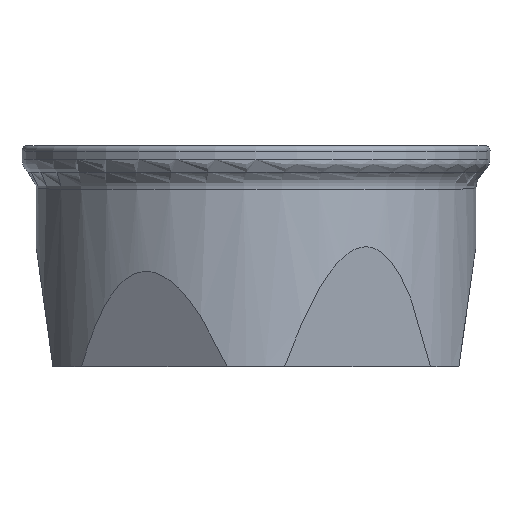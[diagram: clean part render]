
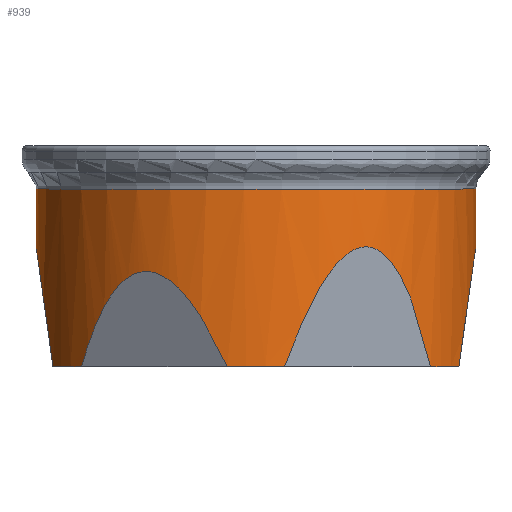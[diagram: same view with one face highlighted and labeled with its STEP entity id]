
A CAD part, front view. The second image highlights one B-rep face of the part: STEP entity #939.
In plain terms, the highlighted cylindrical face has radius 20.2 mm (diameter 40.4 mm), a full revolution.
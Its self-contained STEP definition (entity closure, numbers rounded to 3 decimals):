
#29=ELLIPSE('',#1034,144.768,20.2);
#30=ELLIPSE('',#1036,144.768,20.2);
#31=ELLIPSE('',#1038,145.143,20.2);
#32=ELLIPSE('',#1039,145.143,20.2);
#33=ELLIPSE('',#1043,145.143,20.2);
#34=ELLIPSE('',#1044,116.568,20.2);
#35=ELLIPSE('',#1045,145.52,20.2);
#41=CYLINDRICAL_SURFACE('',#1040,20.2);
#79=CIRCLE('',#1021,20.2);
#80=CIRCLE('',#1022,20.2);
#81=CIRCLE('',#1023,20.2);
#82=CIRCLE('',#1024,20.2);
#83=CIRCLE('',#1025,20.2);
#84=CIRCLE('',#1026,20.2);
#91=CIRCLE('',#1041,20.2);
#92=CIRCLE('',#1042,20.2);
#130=FACE_OUTER_BOUND('',#186,.T.);
#186=EDGE_LOOP('',(#719,#720,#721,#722,#723,#724,#725,#726,#727,#728,#729,
#730,#731,#732,#733,#734,#735));
#249=LINE('',#1547,#322);
#322=VECTOR('',#1242,21.);
#396=VERTEX_POINT('',#1498);
#397=VERTEX_POINT('',#1499);
#398=VERTEX_POINT('',#1501);
#399=VERTEX_POINT('',#1503);
#400=VERTEX_POINT('',#1505);
#401=VERTEX_POINT('',#1507);
#402=VERTEX_POINT('',#1509);
#403=VERTEX_POINT('',#1511);
#404=VERTEX_POINT('',#1513);
#405=VERTEX_POINT('',#1515);
#406=VERTEX_POINT('',#1517);
#407=VERTEX_POINT('',#1519);
#414=VERTEX_POINT('',#1539);
#415=VERTEX_POINT('',#1543);
#416=VERTEX_POINT('',#1544);
#507=EDGE_CURVE('',#397,#398,#79,.F.);
#509=EDGE_CURVE('',#399,#400,#80,.F.);
#511=EDGE_CURVE('',#401,#402,#81,.F.);
#513=EDGE_CURVE('',#403,#404,#82,.F.);
#515=EDGE_CURVE('',#405,#406,#83,.F.);
#517=EDGE_CURVE('',#407,#396,#84,.F.);
#524=EDGE_CURVE('',#397,#396,#29,.F.);
#525=EDGE_CURVE('',#399,#398,#30,.F.);
#526=EDGE_CURVE('',#414,#400,#31,.F.);
#527=EDGE_CURVE('',#401,#414,#32,.F.);
#528=EDGE_CURVE('',#415,#416,#91,.T.);
#529=EDGE_CURVE('',#416,#415,#92,.T.);
#530=EDGE_CURVE('',#416,#414,#249,.T.);
#531=EDGE_CURVE('',#406,#407,#33,.T.);
#532=EDGE_CURVE('',#404,#405,#34,.T.);
#533=EDGE_CURVE('',#403,#402,#35,.F.);
#719=ORIENTED_EDGE('',*,*,#528,.F.);
#720=ORIENTED_EDGE('',*,*,#529,.F.);
#721=ORIENTED_EDGE('',*,*,#530,.T.);
#722=ORIENTED_EDGE('',*,*,#526,.T.);
#723=ORIENTED_EDGE('',*,*,#509,.F.);
#724=ORIENTED_EDGE('',*,*,#525,.T.);
#725=ORIENTED_EDGE('',*,*,#507,.F.);
#726=ORIENTED_EDGE('',*,*,#524,.T.);
#727=ORIENTED_EDGE('',*,*,#517,.F.);
#728=ORIENTED_EDGE('',*,*,#531,.F.);
#729=ORIENTED_EDGE('',*,*,#515,.F.);
#730=ORIENTED_EDGE('',*,*,#532,.F.);
#731=ORIENTED_EDGE('',*,*,#513,.F.);
#732=ORIENTED_EDGE('',*,*,#533,.T.);
#733=ORIENTED_EDGE('',*,*,#511,.F.);
#734=ORIENTED_EDGE('',*,*,#527,.T.);
#735=ORIENTED_EDGE('',*,*,#530,.F.);
#939=ADVANCED_FACE('',(#130),#41,.T.);
#1021=AXIS2_PLACEMENT_3D('',#1502,#1193,#1194);
#1022=AXIS2_PLACEMENT_3D('',#1506,#1196,#1197);
#1023=AXIS2_PLACEMENT_3D('',#1510,#1199,#1200);
#1024=AXIS2_PLACEMENT_3D('',#1514,#1202,#1203);
#1025=AXIS2_PLACEMENT_3D('',#1518,#1205,#1206);
#1026=AXIS2_PLACEMENT_3D('',#1521,#1208,#1209);
#1034=AXIS2_PLACEMENT_3D('',#1535,#1224,#1225);
#1036=AXIS2_PLACEMENT_3D('',#1537,#1228,#1229);
#1038=AXIS2_PLACEMENT_3D('',#1540,#1232,#1233);
#1039=AXIS2_PLACEMENT_3D('',#1541,#1234,#1235);
#1040=AXIS2_PLACEMENT_3D('',#1542,#1236,#1237);
#1041=AXIS2_PLACEMENT_3D('',#1545,#1238,#1239);
#1042=AXIS2_PLACEMENT_3D('',#1546,#1240,#1241);
#1043=AXIS2_PLACEMENT_3D('',#1548,#1243,#1244);
#1044=AXIS2_PLACEMENT_3D('',#1549,#1245,#1246);
#1045=AXIS2_PLACEMENT_3D('',#1550,#1247,#1248);
#1193=DIRECTION('center_axis',(0.,0.,
1.));
#1194=DIRECTION('ref_axis',(-1.,0.,0.));
#1196=DIRECTION('center_axis',(0.,0.,
1.));
#1197=DIRECTION('ref_axis',(-1.,0.,0.));
#1199=DIRECTION('center_axis',(0.,0.,
1.));
#1200=DIRECTION('ref_axis',(-1.,0.,0.));
#1202=DIRECTION('center_axis',(0.,0.,
1.));
#1203=DIRECTION('ref_axis',(-1.,0.,0.));
#1205=DIRECTION('center_axis',(0.,0.,
1.));
#1206=DIRECTION('ref_axis',(-1.,0.,0.));
#1208=DIRECTION('center_axis',(0.,0.,
1.));
#1209=DIRECTION('ref_axis',(-1.,0.,0.));
#1224=DIRECTION('center_axis',(-0.495,0.858,-0.139));
#1225=DIRECTION('ref_axis',(-0.07,0.12,0.99));
#1228=DIRECTION('center_axis',(0.495,0.858,-0.139));
#1229=DIRECTION('ref_axis',(-0.07,-0.12,-0.99));
#1232=DIRECTION('center_axis',(0.99,0.,-0.139));
#1233=DIRECTION('ref_axis',(-0.139,0.,-0.99));
#1234=DIRECTION('center_axis',(0.99,0.,-0.139));
#1235=DIRECTION('ref_axis',(-0.139,0.,-0.99));
#1236=DIRECTION('center_axis',(0.,0.,
1.));
#1237=DIRECTION('ref_axis',(-1.,0.,0.));
#1238=DIRECTION('center_axis',(0.,0.,
1.));
#1239=DIRECTION('ref_axis',(-0.83,0.558,0.));
#1240=DIRECTION('center_axis',(0.,0.,
1.));
#1241=DIRECTION('ref_axis',(-0.83,0.558,0.));
#1242=DIRECTION('',(0.,0.,-1.));
#1243=DIRECTION('center_axis',(-0.99,0.,-0.139));
#1244=DIRECTION('ref_axis',(-0.139,0.,0.99));
#1245=DIRECTION('center_axis',(-0.492,-0.853,-0.174));
#1246=DIRECTION('ref_axis',(-0.087,-0.15,0.985));
#1247=DIRECTION('center_axis',(0.495,-0.858,-0.139));
#1248=DIRECTION('ref_axis',(-0.069,0.121,-0.99));
#1498=CARTESIAN_POINT('',(-16.027,-12.388,7.085));
#1499=CARTESIAN_POINT('',(-2.554,-4.609,7.089));
#1501=CARTESIAN_POINT('',(2.601,-4.608,7.089));
#1502=CARTESIAN_POINT('Origin',(0.03,-24.643,7.08));
#1503=CARTESIAN_POINT('',(16.096,-12.399,7.085));
#1505=CARTESIAN_POINT('',(18.675,-16.871,7.084));
#1506=CARTESIAN_POINT('Origin',(0.03,-24.643,7.08));
#1507=CARTESIAN_POINT('',(18.675,-32.416,7.077));
#1509=CARTESIAN_POINT('',(16.063,-36.931,7.075));
#1510=CARTESIAN_POINT('Origin',(0.03,-24.643,7.08));
#1511=CARTESIAN_POINT('',(2.655,-44.672,7.072));
#1513=CARTESIAN_POINT('',(-2.608,-44.67,7.072));
#1514=CARTESIAN_POINT('Origin',(0.03,-24.643,7.08));
#1515=CARTESIAN_POINT('',(-15.994,-36.942,7.075));
#1517=CARTESIAN_POINT('',(-18.625,-32.391,7.077));
#1518=CARTESIAN_POINT('Origin',(0.03,-24.643,7.08));
#1519=CARTESIAN_POINT('',(-18.625,-16.896,7.084));
#1521=CARTESIAN_POINT('Origin',(0.03,-24.643,7.08));
#1535=CARTESIAN_POINT('Origin',(0.03,-24.588,-125.216));
#1537=CARTESIAN_POINT('Origin',(0.03,-24.588,-125.179));
#1539=CARTESIAN_POINT('',(20.23,-24.648,18.147));
#1540=CARTESIAN_POINT('Origin',(0.03,-24.588,-125.583));
#1541=CARTESIAN_POINT('Origin',(0.03,-24.588,-125.583));
#1542=CARTESIAN_POINT('Origin',(0.03,-24.643,7.08));
#1543=CARTESIAN_POINT('',(16.794,-35.921,23.383));
#1544=CARTESIAN_POINT('',(20.23,-24.65,23.388));
#1545=CARTESIAN_POINT('Origin',(0.03,-24.65,23.388));
#1546=CARTESIAN_POINT('Origin',(0.03,-24.65,23.388));
#1547=CARTESIAN_POINT('',(20.23,-24.643,7.08));
#1548=CARTESIAN_POINT('Origin',(0.03,-24.588,-125.659));
#1549=CARTESIAN_POINT('Origin',(0.03,-24.599,-98.989));
#1550=CARTESIAN_POINT('Origin',(0.03,-24.587,-126.028));
